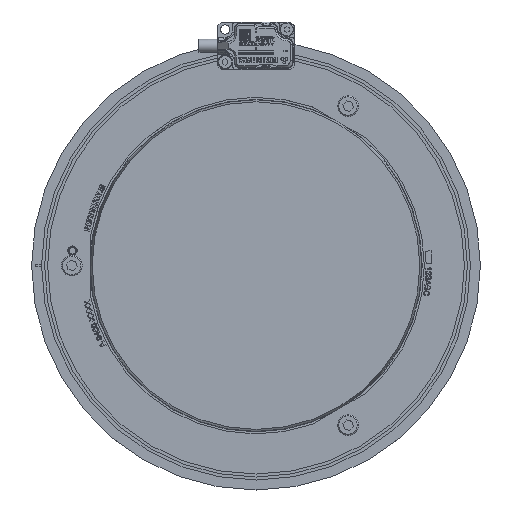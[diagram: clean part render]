
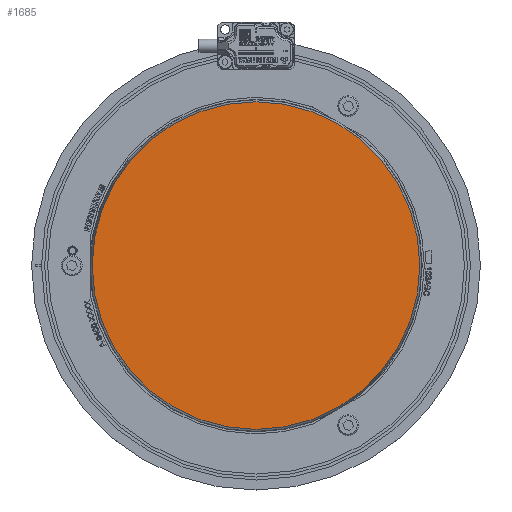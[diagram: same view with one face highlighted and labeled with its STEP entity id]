
A CAD part, top view. The second image highlights one B-rep face of the part: STEP entity #1685.
In plain terms, the highlighted face is planar.
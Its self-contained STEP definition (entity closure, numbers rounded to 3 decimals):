
#769=FACE_OUTER_BOUND('',#7192,.T.);
#1685=ADVANCED_FACE('',(#769),#2645,.T.);
#2645=PLANE('',#19004);
#3336=CIRCLE('',#19003,43.801);
#7192=EDGE_LOOP('',(#8883));
#8883=ORIENTED_EDGE('',*,*,#15753,.T.);
#13866=VERTEX_POINT('',#25832);
#15753=EDGE_CURVE('',#13866,#13866,#3336,.T.);
#19003=AXIS2_PLACEMENT_3D('',#25831,#20567,#20568);
#19004=AXIS2_PLACEMENT_3D('',#25833,#20569,#20570);
#20567=DIRECTION('',(1.,0.,0.));
#20568=DIRECTION('',(0.,1.,0.));
#20569=DIRECTION('',(1.,0.,0.));
#20570=DIRECTION('',(0.,1.,0.));
#25831=CARTESIAN_POINT('',(17.,0.,0.));
#25832=CARTESIAN_POINT('',(17.,43.801,0.));
#25833=CARTESIAN_POINT('',(17.,44.245,0.));
